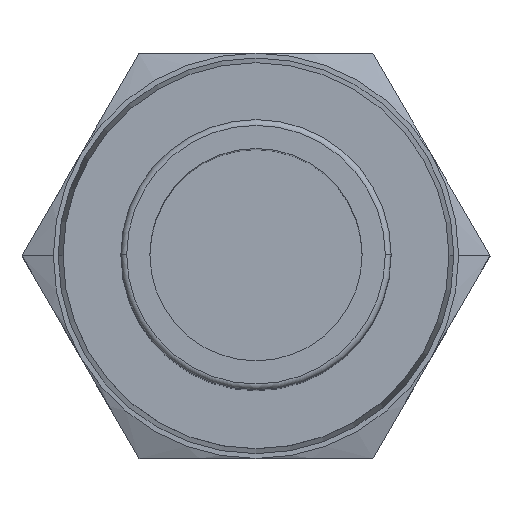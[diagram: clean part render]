
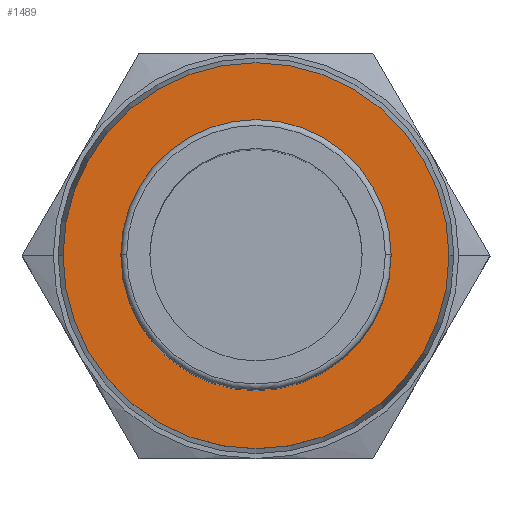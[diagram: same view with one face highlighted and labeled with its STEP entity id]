
A CAD part, top view. The second image highlights one B-rep face of the part: STEP entity #1489.
In plain terms, the highlighted planar face has unit normal (0, 0, 1).
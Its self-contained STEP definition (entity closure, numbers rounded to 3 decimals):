
#143=CARTESIAN_POINT('',(-10.,0.0,-6.6));
#144=VERTEX_POINT('',#143);
#160=CARTESIAN_POINT('',(10.,0.,-6.6));
#161=VERTEX_POINT('',#160);
#168=CARTESIAN_POINT('',(0.,0.0,-6.6));
#169=DIRECTION('',(0.0,0.0,1.0));
#170=DIRECTION('',(-1.0,0.0,0.0));
#171=AXIS2_PLACEMENT_3D('',#168,#169,#170);
#172=CIRCLE('',#171,10.);
#173=EDGE_CURVE('',#144,#161,#172,.T.);
#183=CARTESIAN_POINT('',(-7.,0.0,-6.6));
#184=VERTEX_POINT('',#183);
#193=CARTESIAN_POINT('',(7.,0.,-6.6));
#194=VERTEX_POINT('',#193);
#195=CARTESIAN_POINT('',(0.,0.0,-6.6));
#196=DIRECTION('',(0.0,0.0,1.0));
#197=DIRECTION('',(-1.0,0.0,0.0));
#198=AXIS2_PLACEMENT_3D('',#195,#196,#197);
#199=CIRCLE('',#198,7.);
#200=EDGE_CURVE('',#184,#194,#199,.T.);
#1448=CARTESIAN_POINT('',(0.,0.0,-6.6));
#1449=DIRECTION('',(0.0,0.0,1.0));
#1450=DIRECTION('',(-1.0,0.0,0.0));
#1451=AXIS2_PLACEMENT_3D('',#1448,#1449,#1450);
#1452=CIRCLE('',#1451,7.);
#1453=EDGE_CURVE('',#194,#184,#1452,.T.);
#1464=CARTESIAN_POINT('',(0.,0.0,-6.6));
#1465=DIRECTION('',(0.0,0.0,1.0));
#1466=DIRECTION('',(-1.0,0.0,0.0));
#1467=AXIS2_PLACEMENT_3D('',#1464,#1465,#1466);
#1468=CIRCLE('',#1467,10.);
#1469=EDGE_CURVE('',#161,#144,#1468,.T.);
#1476=CARTESIAN_POINT('',(-8.5,0.0,-6.6));
#1477=DIRECTION('',(0.0,0.0,1.0));
#1478=DIRECTION('',(1.0,0.0,0.0));
#1479=AXIS2_PLACEMENT_3D('',#1476,#1477,#1478);
#1480=PLANE('',#1479);
#1481=ORIENTED_EDGE('',*,*,#173,.T.);
#1482=ORIENTED_EDGE('',*,*,#1469,.T.);
#1483=EDGE_LOOP('',(#1481,#1482));
#1484=FACE_OUTER_BOUND('',#1483,.T.);
#1485=ORIENTED_EDGE('',*,*,#200,.F.);
#1486=ORIENTED_EDGE('',*,*,#1453,.F.);
#1487=EDGE_LOOP('',(#1485,#1486));
#1488=FACE_BOUND('',#1487,.T.);
#1489=ADVANCED_FACE('',(#1484,#1488),#1480,.T.);
